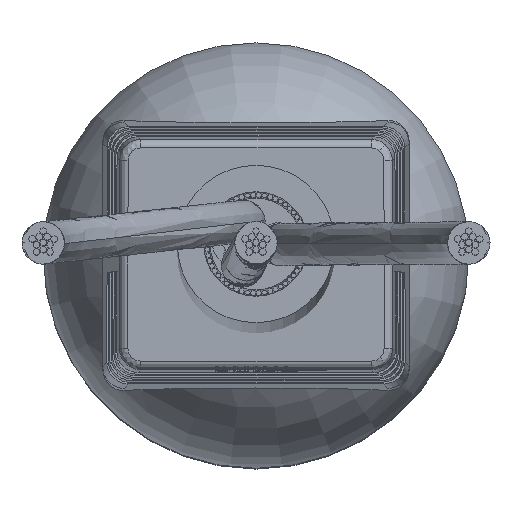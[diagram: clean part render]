
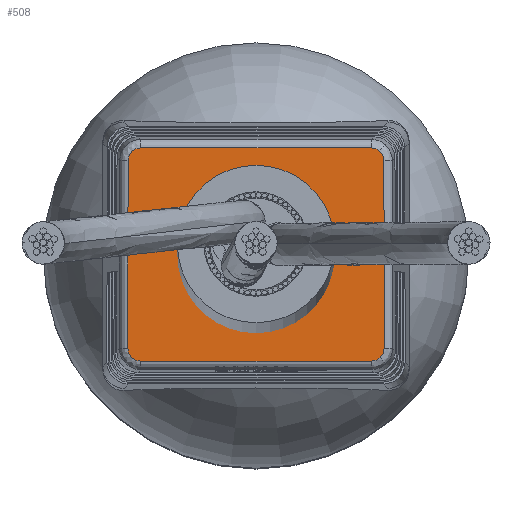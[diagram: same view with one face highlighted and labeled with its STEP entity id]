
A CAD part, top view. The second image highlights one B-rep face of the part: STEP entity #508.
In plain terms, the highlighted face is planar.
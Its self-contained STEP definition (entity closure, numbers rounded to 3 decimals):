
#128 = LINE ( 'NONE', #13992, #15371 ) ;
#508 = ADVANCED_FACE ( 'NONE', ( #11785 ), #10844, .F. ) ;
#550 = EDGE_CURVE ( 'NONE', #7125, #13311, #6053, .T. ) ;
#1653 = CARTESIAN_POINT ( 'NONE',  ( 3.012, -31., 2.207 ) ) ;
#1815 = VECTOR ( 'NONE', #13756, 1000. ) ;
#3230 = DIRECTION ( 'NONE',  ( 0., 0., 1. ) ) ;
#3330 = CARTESIAN_POINT ( 'NONE',  ( -2.915, -31., 2.428 ) ) ;
#3343 = CARTESIAN_POINT ( 'NONE',  ( -2.973, -31., -2.371 ) ) ;
#3450 = CARTESIAN_POINT ( 'NONE',  ( 2.883, -31., -2.507 ) ) ;
#3744 = ORIENTED_EDGE ( 'NONE', *, *, #12270, .T. ) ;
#3905 = ORIENTED_EDGE ( 'NONE', *, *, #14617, .T. ) ;
#4032 =( BOUNDED_CURVE ( )  B_SPLINE_CURVE ( 3, ( #24438, #18495, #3343, #20592 ),
 .UNSPECIFIED., .F., .F. ) 
 B_SPLINE_CURVE_WITH_KNOTS ( ( 4, 4 ),
 ( 5.456, 6.283 ),
 .UNSPECIFIED. ) 
 CURVE ( )  GEOMETRIC_REPRESENTATION_ITEM ( )  RATIONAL_B_SPLINE_CURVE ( ( 1., 0.944, 0.944, 1. ) ) 
 REPRESENTATION_ITEM ( '' )  );
#5070 = CARTESIAN_POINT ( 'NONE',  ( -2.978, -31., 2.37 ) ) ;
#5119 = LINE ( 'NONE', #13674, #1815 ) ;
#5474 = VERTEX_POINT ( 'NONE', #11524 ) ;
#6053 =( BOUNDED_CURVE ( )  B_SPLINE_CURVE ( 3, ( #16516, #5070, #14689, #18460 ),
 .UNSPECIFIED., .F., .T. ) 
 B_SPLINE_CURVE_WITH_KNOTS ( ( 4, 4 ),
 ( 0., 0.828 ),
 .UNSPECIFIED. ) 
 CURVE ( )  GEOMETRIC_REPRESENTATION_ITEM ( )  RATIONAL_B_SPLINE_CURVE ( ( 1., 0.944, 0.944, 1. ) ) 
 REPRESENTATION_ITEM ( '' )  );
#6192 =( BOUNDED_CURVE ( )  B_SPLINE_CURVE ( 3, ( #22424, #3450, #8985, #20603 ),
 .UNSPECIFIED., .F., .T. ) 
 B_SPLINE_CURVE_WITH_KNOTS ( ( 4, 4 ),
 ( 2.4, 3.969 ),
 .UNSPECIFIED. ) 
 CURVE ( )  GEOMETRIC_REPRESENTATION_ITEM ( )  RATIONAL_B_SPLINE_CURVE ( ( 1., 0.805, 0.805, 1. ) ) 
 REPRESENTATION_ITEM ( '' )  );
#6537 = VERTEX_POINT ( 'NONE', #17277 ) ;
#6562 = ORIENTED_EDGE ( 'NONE', *, *, #15470, .T. ) ;
#7027 = DIRECTION ( 'NONE',  ( 0.001, 0., -1. ) ) ;
#7106 = CARTESIAN_POINT ( 'NONE',  ( -2.915, -31., 2.428 ) ) ;
#7125 = VERTEX_POINT ( 'NONE', #7106 ) ;
#8061 = EDGE_CURVE ( 'NONE', #15790, #7125, #23535, .T. ) ;
#8292 = LINE ( 'NONE', #18757, #22353 ) ;
#8377 = EDGE_CURVE ( 'NONE', #6537, #5474, #20058, .T. ) ;
#8505 = ORIENTED_EDGE ( 'NONE', *, *, #16884, .T. ) ;
#8600 = VERTEX_POINT ( 'NONE', #21257 ) ;
#8830 = CARTESIAN_POINT ( 'NONE',  ( -2.707, -31., -2.507 ) ) ;
#8980 = ORIENTED_EDGE ( 'NONE', *, *, #10270, .T. ) ;
#8985 = CARTESIAN_POINT ( 'NONE',  ( 3.007, -31., -2.383 ) ) ;
#9011 = DIRECTION ( 'NONE',  ( 0., 1., 0. ) ) ;
#9299 = CARTESIAN_POINT ( 'NONE',  ( -3.012, -31., 2.207 ) ) ;
#9448 = CARTESIAN_POINT ( 'NONE',  ( 2.713, -31., 2.507 ) ) ;
#9488 = AXIS2_PLACEMENT_3D ( 'NONE', #18371, #9011, #3230 ) ;
#10270 = EDGE_CURVE ( 'NONE', #13311, #12450, #8292, .T. ) ;
#10318 = ORIENTED_EDGE ( 'NONE', *, *, #8377, .T. ) ;
#10844 = PLANE ( 'NONE',  #9488 ) ;
#10948 = VERTEX_POINT ( 'NONE', #23486 ) ;
#11524 = CARTESIAN_POINT ( 'NONE',  ( 2.707, -31., -2.507 ) ) ;
#11785 = FACE_OUTER_BOUND ( 'NONE', #19205, .T. ) ;
#12262 = VECTOR ( 'NONE', #19876, 1000. ) ;
#12270 = EDGE_CURVE ( 'NONE', #10948, #8600, #128, .T. ) ;
#12450 = VERTEX_POINT ( 'NONE', #24287 ) ;
#12604 = CARTESIAN_POINT ( 'NONE',  ( -2.91, -31., -2.428 ) ) ;
#12852 = CARTESIAN_POINT ( 'NONE',  ( -2.789, -31., 2.507 ) ) ;
#13311 = VERTEX_POINT ( 'NONE', #9299 ) ;
#13674 = CARTESIAN_POINT ( 'NONE',  ( 3.6, -31., 2.507 ) ) ;
#13756 = DIRECTION ( 'NONE',  ( -1., 0., 0. ) ) ;
#13992 = CARTESIAN_POINT ( 'NONE',  ( 3.013, -31., 2.701 ) ) ;
#14034 = ORIENTED_EDGE ( 'NONE', *, *, #550, .T. ) ;
#14076 = VERTEX_POINT ( 'NONE', #17790 ) ;
#14094 = CARTESIAN_POINT ( 'NONE',  ( -2.91, -31., -2.428 ) ) ;
#14617 = EDGE_CURVE ( 'NONE', #16196, #6537, #18005, .T. ) ;
#14689 = CARTESIAN_POINT ( 'NONE',  ( -3.012, -31., 2.292 ) ) ;
#14874 = CARTESIAN_POINT ( 'NONE',  ( 3.013, -31., 2.383 ) ) ;
#15371 = VECTOR ( 'NONE', #17847, 1000. ) ;
#15470 = EDGE_CURVE ( 'NONE', #14076, #15790, #5119, .T. ) ;
#15790 = VERTEX_POINT ( 'NONE', #22510 ) ;
#15901 = CARTESIAN_POINT ( 'NONE',  ( 3.6, -31., -2.507 ) ) ;
#16196 = VERTEX_POINT ( 'NONE', #12604 ) ;
#16279 = ORIENTED_EDGE ( 'NONE', *, *, #23134, .T. ) ;
#16516 = CARTESIAN_POINT ( 'NONE',  ( -2.915, -31., 2.428 ) ) ;
#16884 = EDGE_CURVE ( 'NONE', #8600, #14076, #21831, .T. ) ;
#17277 = CARTESIAN_POINT ( 'NONE',  ( -2.707, -31., -2.507 ) ) ;
#17294 = ORIENTED_EDGE ( 'NONE', *, *, #8061, .T. ) ;
#17790 = CARTESIAN_POINT ( 'NONE',  ( 2.713, -31., 2.507 ) ) ;
#17847 = DIRECTION ( 'NONE',  ( 0.001, 0., 1. ) ) ;
#18005 =( BOUNDED_CURVE ( )  B_SPLINE_CURVE ( 3, ( #14094, #22115, #18116, #8830 ),
 .UNSPECIFIED., .F., .T. ) 
 B_SPLINE_CURVE_WITH_KNOTS ( ( 4, 4 ),
 ( 0., 0.741 ),
 .UNSPECIFIED. ) 
 CURVE ( )  GEOMETRIC_REPRESENTATION_ITEM ( )  RATIONAL_B_SPLINE_CURVE ( ( 1., 0.955, 0.955, 1. ) ) 
 REPRESENTATION_ITEM ( '' )  );
#18116 = CARTESIAN_POINT ( 'NONE',  ( -2.783, -31., -2.507 ) ) ;
#18371 = CARTESIAN_POINT ( 'NONE',  ( 3.6, -31., 2.7 ) ) ;
#18460 = CARTESIAN_POINT ( 'NONE',  ( -3.012, -31., 2.207 ) ) ;
#18495 = CARTESIAN_POINT ( 'NONE',  ( -3.007, -31., -2.293 ) ) ;
#18757 = CARTESIAN_POINT ( 'NONE',  ( -3.013, -31., 2.692 ) ) ;
#18955 = EDGE_CURVE ( 'NONE', #5474, #10948, #6192, .T. ) ;
#18983 = ORIENTED_EDGE ( 'NONE', *, *, #18955, .T. ) ;
#19205 = EDGE_LOOP ( 'NONE', ( #8980, #16279, #3905, #10318, #18983, #3744, #8505, #6562, #17294, #14034 ) ) ;
#19876 = DIRECTION ( 'NONE',  ( 1., 0., 0. ) ) ;
#20058 = LINE ( 'NONE', #15901, #12262 ) ;
#20592 = CARTESIAN_POINT ( 'NONE',  ( -2.91, -31., -2.428 ) ) ;
#20603 = CARTESIAN_POINT ( 'NONE',  ( 3.007, -31., -2.208 ) ) ;
#20656 = CARTESIAN_POINT ( 'NONE',  ( 2.888, -31., 2.507 ) ) ;
#20821 = CARTESIAN_POINT ( 'NONE',  ( -2.713, -31., 2.507 ) ) ;
#21257 = CARTESIAN_POINT ( 'NONE',  ( 3.012, -31., 2.207 ) ) ;
#21831 =( BOUNDED_CURVE ( )  B_SPLINE_CURVE ( 3, ( #1653, #14874, #20656, #9448 ),
 .UNSPECIFIED., .F., .T. ) 
 B_SPLINE_CURVE_WITH_KNOTS ( ( 4, 4 ),
 ( 2.313, 3.884 ),
 .UNSPECIFIED. ) 
 CURVE ( )  GEOMETRIC_REPRESENTATION_ITEM ( )  RATIONAL_B_SPLINE_CURVE ( ( 1., 0.805, 0.805, 1. ) ) 
 REPRESENTATION_ITEM ( '' )  );
#22115 = CARTESIAN_POINT ( 'NONE',  ( -2.854, -31., -2.48 ) ) ;
#22353 = VECTOR ( 'NONE', #7027, 1000. ) ;
#22424 = CARTESIAN_POINT ( 'NONE',  ( 2.707, -31., -2.507 ) ) ;
#22510 = CARTESIAN_POINT ( 'NONE',  ( -2.713, -31., 2.507 ) ) ;
#22559 = CARTESIAN_POINT ( 'NONE',  ( -2.859, -31., 2.479 ) ) ;
#23134 = EDGE_CURVE ( 'NONE', #12450, #16196, #4032, .T. ) ;
#23486 = CARTESIAN_POINT ( 'NONE',  ( 3.007, -31., -2.208 ) ) ;
#23535 =( BOUNDED_CURVE ( )  B_SPLINE_CURVE ( 3, ( #20821, #12852, #22559, #3330 ),
 .UNSPECIFIED., .F., .F. ) 
 B_SPLINE_CURVE_WITH_KNOTS ( ( 4, 4 ),
 ( 5.541, 6.283 ),
 .UNSPECIFIED. ) 
 CURVE ( )  GEOMETRIC_REPRESENTATION_ITEM ( )  RATIONAL_B_SPLINE_CURVE ( ( 1., 0.955, 0.955, 1. ) ) 
 REPRESENTATION_ITEM ( '' )  );
#24287 = CARTESIAN_POINT ( 'NONE',  ( -3.007, -31., -2.208 ) ) ;
#24438 = CARTESIAN_POINT ( 'NONE',  ( -3.007, -31., -2.208 ) ) ;
